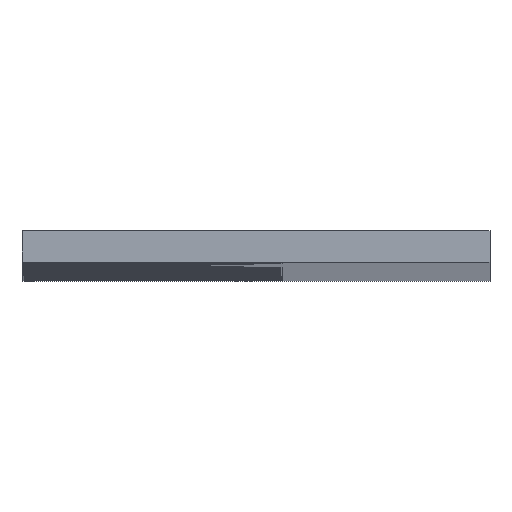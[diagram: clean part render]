
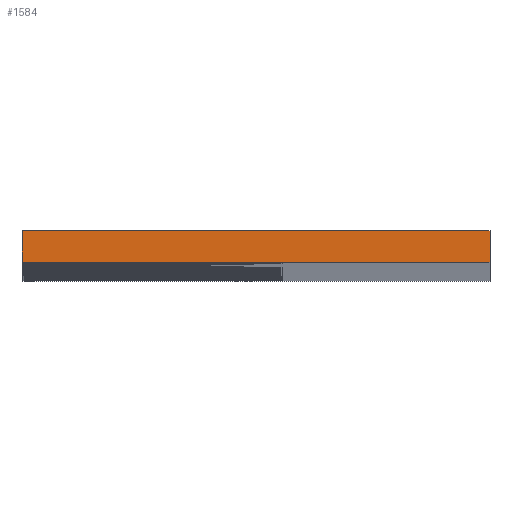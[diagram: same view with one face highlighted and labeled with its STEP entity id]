
A CAD part, top view. The second image highlights one B-rep face of the part: STEP entity #1584.
In plain terms, the highlighted planar face has unit normal (0, 0, 1).
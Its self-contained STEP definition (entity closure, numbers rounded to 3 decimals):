
#58=FACE_OUTER_BOUND('',#136,.T.);
#136=EDGE_LOOP('',(#1242,#1243,#1244,#1245));
#248=LINE('',#2276,#476);
#307=LINE('',#2394,#535);
#345=LINE('',#2452,#573);
#347=LINE('',#2455,#575);
#476=VECTOR('',#1834,10.);
#535=VECTOR('',#1933,10.);
#573=VECTOR('',#1973,10.);
#575=VECTOR('',#1977,10.);
#704=VERTEX_POINT('',#2273);
#705=VERTEX_POINT('',#2275);
#744=VERTEX_POINT('',#2393);
#763=VERTEX_POINT('',#2451);
#856=EDGE_CURVE('',#705,#704,#248,.T.);
#915=EDGE_CURVE('',#744,#705,#307,.T.);
#953=EDGE_CURVE('',#763,#744,#345,.T.);
#955=EDGE_CURVE('',#704,#763,#347,.T.);
#1242=ORIENTED_EDGE('',*,*,#856,.T.);
#1243=ORIENTED_EDGE('',*,*,#955,.T.);
#1244=ORIENTED_EDGE('',*,*,#953,.T.);
#1245=ORIENTED_EDGE('',*,*,#915,.T.);
#1506=PLANE('',#1682);
#1584=ADVANCED_FACE('',(#58),#1506,.T.);
#1682=AXIS2_PLACEMENT_3D('',#2454,#1975,#1976);
#1834=DIRECTION('',(0.,-1.,0.));
#1933=DIRECTION('',(-1.,0.,0.));
#1973=DIRECTION('',(0.,1.,0.));
#1975=DIRECTION('center_axis',(0.,0.,1.));
#1976=DIRECTION('ref_axis',(1.,0.,0.));
#1977=DIRECTION('',(1.,0.,0.));
#2273=CARTESIAN_POINT('',(-25.,0.,525.));
#2275=CARTESIAN_POINT('',(-25.,3.,525.));
#2276=CARTESIAN_POINT('',(-25.,1.5,525.));
#2393=CARTESIAN_POINT('',(20.,3.,525.));
#2394=CARTESIAN_POINT('',(-30.,3.,525.));
#2451=CARTESIAN_POINT('',(20.,0.,525.));
#2452=CARTESIAN_POINT('',(20.,1.5,525.));
#2454=CARTESIAN_POINT('Origin',(30.,0.,525.));
#2455=CARTESIAN_POINT('',(-30.,0.,525.));
